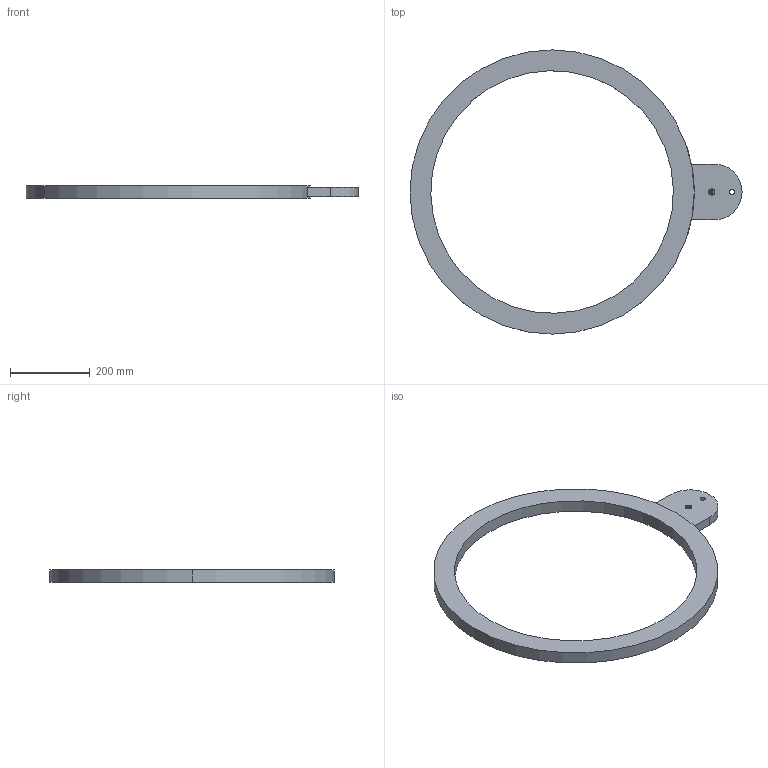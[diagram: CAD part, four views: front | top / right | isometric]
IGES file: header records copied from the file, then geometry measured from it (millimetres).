
Start section: START RECORD GO HERE.
Global section: file name: 24-150-PADDLE-SPACER-B16.48-TYPE-2.igs; native system: DASSAULT SYSTEMES CATIA V5 R20 - www.3ds.com; preprocessor: CATIA Version 5 Release 20 SP 7 ; author: sroemish; organization: JANICKI; date: 20150209.205544; units: inch
Bounding box: 834.35 x 714.25 x 31.75 mm (x, y, z)
Volume: 3808878 mm3; surface area: 385043.1 mm2
Topology: 1 solids, 1 shells, 398 faces, 1137 edges, 758 vertices
Faces by surface type: plane 371, revolution 27
